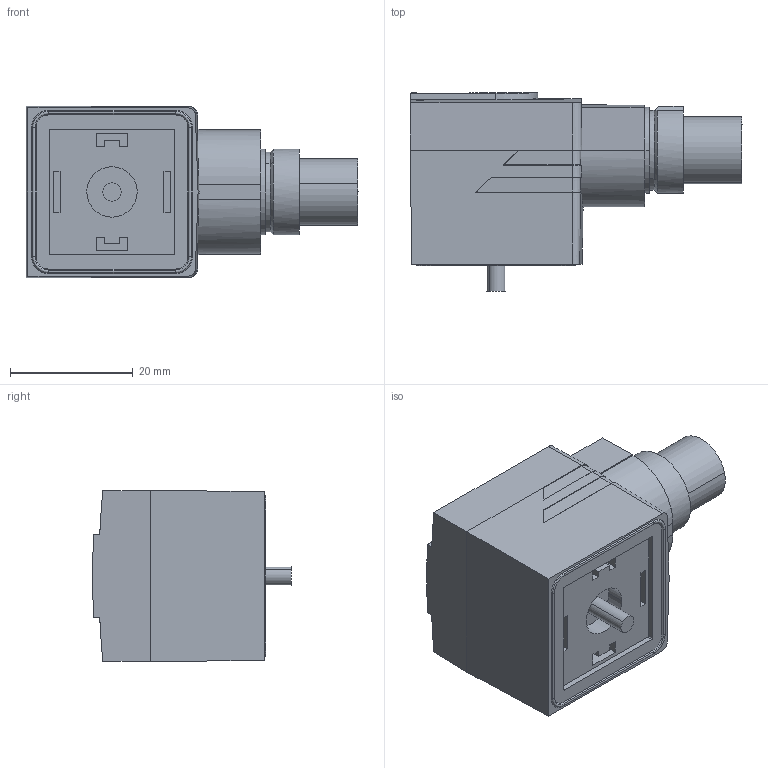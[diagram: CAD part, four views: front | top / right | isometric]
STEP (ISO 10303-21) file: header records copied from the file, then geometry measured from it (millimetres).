
FILE_DESCRIPTION(('SolidDesigner STEP Export'),'2;1');
FILE_NAME('1458538_SAC_3P_MR_A_1L_Z_SCO-select.stp','2014-07-17T13:32:40',(''),(''),'Creo Elements/Direct Modeling STEP processor for AP214 (Solid Model)','Creo Elements/Direct Modeling 18.1 06-May-2012 (C) Parametric Technology GmbH','');
FILE_SCHEMA(('AUTOMOTIVE_DESIGN { 1 0 10303 214 1 1 1 1 }'));
Length unit declared in the file: millimetre
Products named in the file (2): 1458538_SAC_3P_MR_A_1L_Z_SCO-select
Assembly tree (1 placements, depth 2):
  1458538_SAC_3P_MR_A_1L_Z_SCO-select
    1458538_SAC_3P_MR_A_1L_Z_SCO-select
Bounding box: 54.05 x 32.33 x 28 mm (x, y, z)
Volume: 24191.3 mm3; surface area: 7367.5 mm2
Topology: 1 solids, 1 shells, 219 faces, 547 edges, 351 vertices
Faces by surface type: plane 143, cylinder 42, cone 30, torus 4
Entity records: 9712 total; most frequent: CARTESIAN_POINT 2738, ORIENTED_EDGE 1094, DIRECTION 1038, EDGE_CURVE 547, VECTOR 368, LINE 368, VERTEX_POINT 351, AXIS2_PLACEMENT_3D 335
